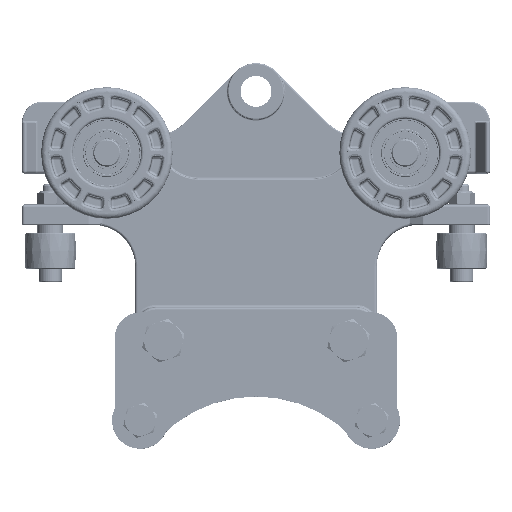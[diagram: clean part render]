
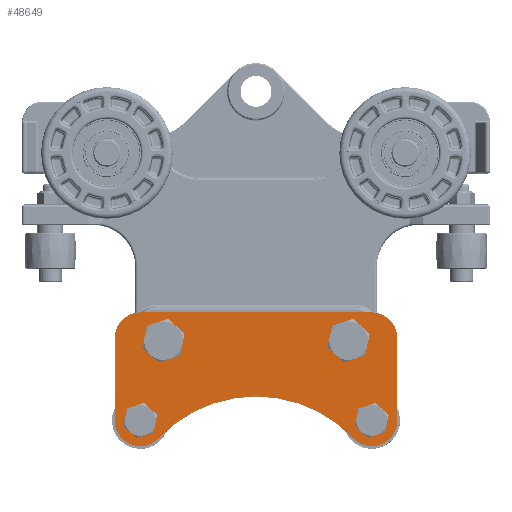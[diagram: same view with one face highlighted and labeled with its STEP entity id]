
A CAD part, top view. The second image highlights one B-rep face of the part: STEP entity #48649.
In plain terms, the highlighted face is planar.
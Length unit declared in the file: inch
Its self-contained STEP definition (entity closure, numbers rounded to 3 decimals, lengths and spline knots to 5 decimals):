
#48229=CARTESIAN_POINT('',(0.0,-0.72475,0.43682));
#48230=VERTEX_POINT('',#48229);
#48231=CARTESIAN_POINT('',(0.0,-0.72475,0.09307));
#48232=DIRECTION('',(1.0,0.0,0.0));
#48233=DIRECTION('',(0.0,0.0,-1.0));
#48234=AXIS2_PLACEMENT_3D('',#48231,#48232,#48233);
#48235=CIRCLE('',#48234,0.34375);
#48236=EDGE_CURVE('',#48230,#48230,#48235,.T.);
#48257=CARTESIAN_POINT('',(0.0,-5.22475,0.43682));
#48258=VERTEX_POINT('',#48257);
#48259=CARTESIAN_POINT('',(0.0,-5.22475,0.09307));
#48260=DIRECTION('',(1.0,0.0,0.0));
#48261=DIRECTION('',(0.0,0.0,-1.0));
#48262=AXIS2_PLACEMENT_3D('',#48259,#48260,#48261);
#48263=CIRCLE('',#48262,0.34375);
#48264=EDGE_CURVE('',#48258,#48258,#48263,.T.);
#48285=CARTESIAN_POINT('',(0.0,-0.16225,-1.53193));
#48286=VERTEX_POINT('',#48285);
#48287=CARTESIAN_POINT('',(0.0,-0.16225,-1.84443));
#48288=DIRECTION('',(1.0,0.0,0.0));
#48289=DIRECTION('',(0.0,0.0,-1.0));
#48290=AXIS2_PLACEMENT_3D('',#48287,#48288,#48289);
#48291=CIRCLE('',#48290,0.3125);
#48292=EDGE_CURVE('',#48286,#48286,#48291,.T.);
#48313=CARTESIAN_POINT('',(0.0,-5.78725,-1.53193));
#48314=VERTEX_POINT('',#48313);
#48315=CARTESIAN_POINT('',(0.0,-5.78725,-1.84443));
#48316=DIRECTION('',(1.0,0.0,0.0));
#48317=DIRECTION('',(0.0,0.0,-1.0));
#48318=AXIS2_PLACEMENT_3D('',#48315,#48316,#48317);
#48319=CIRCLE('',#48318,0.3125);
#48320=EDGE_CURVE('',#48314,#48314,#48319,.T.);
#48352=CARTESIAN_POINT('',(0.0,-5.78725,0.78057));
#48353=VERTEX_POINT('',#48352);
#48360=CARTESIAN_POINT('',(0.0,-6.41225,0.15557));
#48361=VERTEX_POINT('',#48360);
#48362=CARTESIAN_POINT('',(0.0,-5.78725,0.15557));
#48363=DIRECTION('',(-1.0,0.0,0.0));
#48364=DIRECTION('',(0.0,0.0,-1.0));
#48365=AXIS2_PLACEMENT_3D('',#48362,#48363,#48364);
#48366=CIRCLE('',#48365,0.625);
#48367=EDGE_CURVE('',#48361,#48353,#48366,.T.);
#48391=CARTESIAN_POINT('',(0.0,-0.16225,0.78057));
#48392=VERTEX_POINT('',#48391);
#48399=CARTESIAN_POINT('',(0.0,-5.78725,0.78057));
#48400=DIRECTION('',(0.0,1.0,0.0));
#48401=VECTOR('',#48400,5.625);
#48402=LINE('',#48399,#48401);
#48403=EDGE_CURVE('',#48353,#48392,#48402,.T.);
#48423=CARTESIAN_POINT('',(0.0,0.46275,0.15557));
#48424=VERTEX_POINT('',#48423);
#48431=CARTESIAN_POINT('',(0.0,-0.16225,0.15557));
#48432=DIRECTION('',(-1.0,0.0,0.0));
#48433=DIRECTION('',(0.0,-1.0,0.0));
#48434=AXIS2_PLACEMENT_3D('',#48431,#48432,#48433);
#48435=CIRCLE('',#48434,0.625);
#48436=EDGE_CURVE('',#48392,#48424,#48435,.T.);
#48455=CARTESIAN_POINT('',(0.0,0.46275,-1.84443));
#48456=VERTEX_POINT('',#48455);
#48463=CARTESIAN_POINT('',(0.0,0.46275,0.15557));
#48464=DIRECTION('',(0.0,0.0,-1.0));
#48465=VECTOR('',#48464,2.);
#48466=LINE('',#48463,#48465);
#48467=EDGE_CURVE('',#48424,#48456,#48466,.T.);
#48487=CARTESIAN_POINT('',(0.0,-0.61588,-2.27437));
#48488=VERTEX_POINT('',#48487);
#48495=CARTESIAN_POINT('',(0.0,-0.16225,-1.84443));
#48496=DIRECTION('',(-1.,0.0,0.0));
#48497=DIRECTION('',(0.0,0.726,0.688));
#48498=AXIS2_PLACEMENT_3D('',#48495,#48496,#48497);
#48499=CIRCLE('',#48498,0.625);
#48500=EDGE_CURVE('',#48456,#48488,#48499,.T.);
#48520=CARTESIAN_POINT('',(0.0,-5.33362,-2.27437));
#48521=VERTEX_POINT('',#48520);
#48528=CARTESIAN_POINT('',(0.0,-2.97475,-4.51004));
#48529=DIRECTION('',(1.0,0.0,0.0));
#48530=DIRECTION('',(0.0,0.726,0.688));
#48531=AXIS2_PLACEMENT_3D('',#48528,#48529,#48530);
#48532=CIRCLE('',#48531,3.25);
#48533=EDGE_CURVE('',#48488,#48521,#48532,.T.);
#48553=CARTESIAN_POINT('',(0.0,-6.41225,-1.84443));
#48554=VERTEX_POINT('',#48553);
#48561=CARTESIAN_POINT('',(0.0,-5.78725,-1.84443));
#48562=DIRECTION('',(-1.0,0.0,0.0));
#48563=DIRECTION('',(0.0,1.0,0.0));
#48564=AXIS2_PLACEMENT_3D('',#48561,#48562,#48563);
#48565=CIRCLE('',#48564,0.625);
#48566=EDGE_CURVE('',#48521,#48554,#48565,.T.);
#48584=CARTESIAN_POINT('',(0.0,-6.41225,-1.84443));
#48585=DIRECTION('',(0.0,0.0,1.0));
#48586=VECTOR('',#48585,2.0);
#48587=LINE('',#48584,#48586);
#48588=EDGE_CURVE('',#48554,#48361,#48587,.T.);
#48622=CARTESIAN_POINT('',(0.0,-2.97475,-0.68114));
#48623=DIRECTION('',(1.0,0.0,0.0));
#48624=DIRECTION('',(0.0,0.0,-1.0));
#48625=AXIS2_PLACEMENT_3D('',#48622,#48623,#48624);
#48626=PLANE('',#48625);
#48627=ORIENTED_EDGE('',*,*,#48588,.T.);
#48628=ORIENTED_EDGE('',*,*,#48367,.T.);
#48629=ORIENTED_EDGE('',*,*,#48403,.T.);
#48630=ORIENTED_EDGE('',*,*,#48436,.T.);
#48631=ORIENTED_EDGE('',*,*,#48467,.T.);
#48632=ORIENTED_EDGE('',*,*,#48500,.T.);
#48633=ORIENTED_EDGE('',*,*,#48533,.T.);
#48634=ORIENTED_EDGE('',*,*,#48566,.T.);
#48635=EDGE_LOOP('',(#48627,#48628,#48629,#48630,#48631,#48632,#48633,#48634));
#48636=FACE_OUTER_BOUND('',#48635,.T.);
#48637=ORIENTED_EDGE('',*,*,#48236,.T.);
#48638=EDGE_LOOP('',(#48637));
#48639=FACE_BOUND('',#48638,.T.);
#48640=ORIENTED_EDGE('',*,*,#48264,.T.);
#48641=EDGE_LOOP('',(#48640));
#48642=FACE_BOUND('',#48641,.T.);
#48643=ORIENTED_EDGE('',*,*,#48292,.T.);
#48644=EDGE_LOOP('',(#48643));
#48645=FACE_BOUND('',#48644,.T.);
#48646=ORIENTED_EDGE('',*,*,#48320,.T.);
#48647=EDGE_LOOP('',(#48646));
#48648=FACE_BOUND('',#48647,.T.);
#48649=ADVANCED_FACE('',(#48636,#48639,#48642,#48645,#48648),#48626,.F.);
